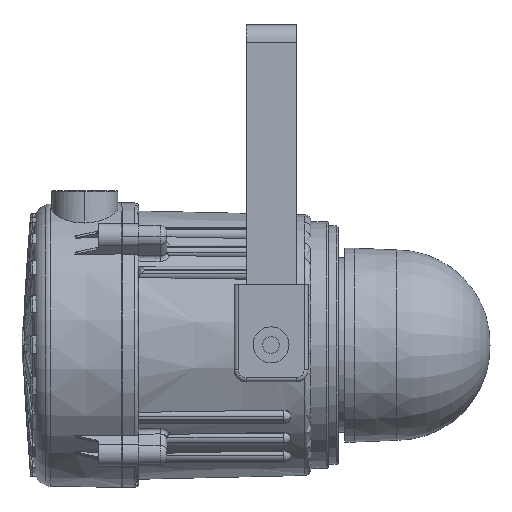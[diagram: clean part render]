
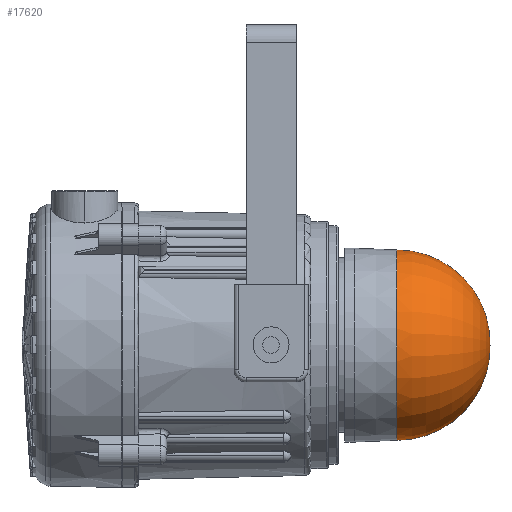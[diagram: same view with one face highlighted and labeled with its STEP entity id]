
A CAD part, top view. The second image highlights one B-rep face of the part: STEP entity #17620.
In plain terms, the highlighted toroidal (fillet/blend) face has major radius 0.976 mm and minor radius 46.579 mm.
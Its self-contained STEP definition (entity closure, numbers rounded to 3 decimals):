
#23 = VERTEX_POINT ( 'NONE', #4749 ) ;
#178 = DIRECTION ( 'NONE',  ( 0., -1., 0. ) ) ;
#637 = CIRCLE ( 'NONE', #2277, 46.579 ) ;
#1216 = CARTESIAN_POINT ( 'NONE',  ( 77.188, 0.976, 0. ) ) ;
#2181 = CARTESIAN_POINT ( 'NONE',  ( 77.188, 0., 0. ) ) ;
#2224 = CARTESIAN_POINT ( 'NONE',  ( 77.188, -0.976, 0. ) ) ;
#2277 = AXIS2_PLACEMENT_3D ( 'NONE', #1216, #15030, #3206 ) ;
#3206 = DIRECTION ( 'NONE',  ( 0., -1., 0. ) ) ;
#3462 = CARTESIAN_POINT ( 'NONE',  ( 77.256, 47.554, 0. ) ) ;
#3946 = FACE_OUTER_BOUND ( 'NONE', #10570, .T. ) ;
#4185 = DIRECTION ( 'NONE',  ( -1., 0., 0. ) ) ;
#4232 = DIRECTION ( 'NONE',  ( -1., 0., 0. ) ) ;
#4492 = AXIS2_PLACEMENT_3D ( 'NONE', #17576, #5754, #19547 ) ;
#4749 = CARTESIAN_POINT ( 'NONE',  ( 77.256, -47.554, 0. ) ) ;
#5304 = EDGE_CURVE ( 'NONE', #23, #15277, #16974, .T. ) ;
#5754 = DIRECTION ( 'NONE',  ( -1., 0., 0. ) ) ;
#7947 = ORIENTED_EDGE ( 'NONE', *, *, #12311, .T. ) ;
#8427 = CIRCLE ( 'NONE', #13994, 46.579 ) ;
#8581 = TOROIDAL_SURFACE ( 'NONE', #18584, 0.976, 46.579 ) ;
#10570 = EDGE_LOOP ( 'NONE', ( #19839, #7947, #21020 ) ) ;
#10894 = EDGE_CURVE ( 'NONE', #12725, #23, #8427, .T. ) ;
#12311 = EDGE_CURVE ( 'NONE', #12725, #15277, #637, .T. ) ;
#12480 = CARTESIAN_POINT ( 'NONE',  ( 123.756, 0., 0. ) ) ;
#12725 = VERTEX_POINT ( 'NONE', #12480 ) ;
#13994 = AXIS2_PLACEMENT_3D ( 'NONE', #2224, #16017, #4232 ) ;
#15030 = DIRECTION ( 'NONE',  ( 0., 0., 1. ) ) ;
#15277 = VERTEX_POINT ( 'NONE', #3462 ) ;
#16017 = DIRECTION ( 'NONE',  ( 0., 0., -1. ) ) ;
#16974 = CIRCLE ( 'NONE', #4492, 47.554 ) ;
#17576 = CARTESIAN_POINT ( 'NONE',  ( 77.256, 0., 0. ) ) ;
#17620 = ADVANCED_FACE ( 'NONE', ( #3946 ), #8581, .T. ) ;
#18584 = AXIS2_PLACEMENT_3D ( 'NONE', #2181, #4185, #178 ) ;
#19547 = DIRECTION ( 'NONE',  ( 0., -1., 0. ) ) ;
#19839 = ORIENTED_EDGE ( 'NONE', *, *, #10894, .F. ) ;
#21020 = ORIENTED_EDGE ( 'NONE', *, *, #5304, .F. ) ;
